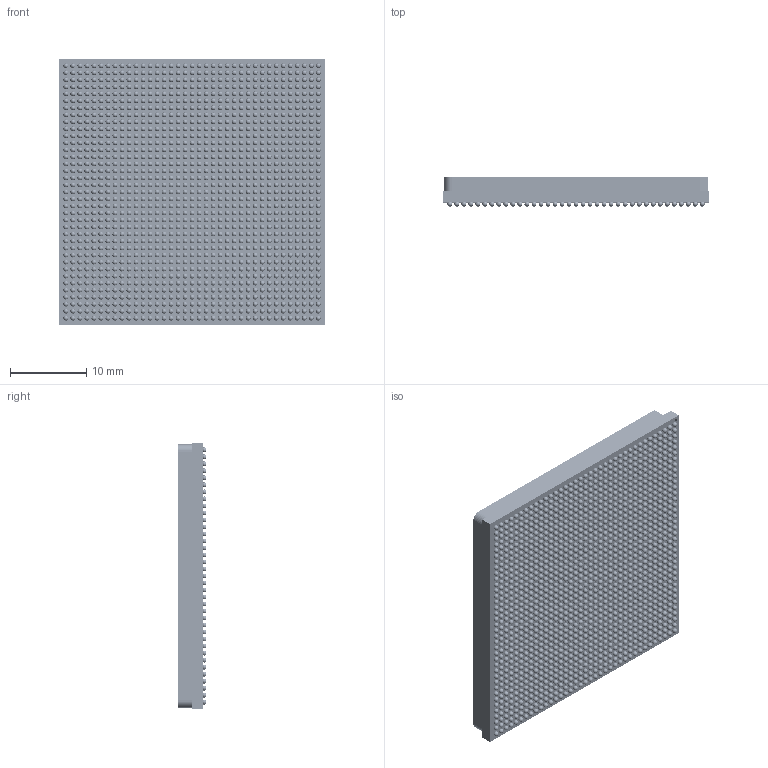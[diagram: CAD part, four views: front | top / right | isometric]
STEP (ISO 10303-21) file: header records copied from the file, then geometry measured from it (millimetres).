
FILE_DESCRIPTION((''),'2;1');
FILE_NAME('OBG0315_VM1402-NSVF13679_ASM','2021-11-09T',('Administrator'),(''),'PRO/ENGINEER BY PARAMETRIC TECHNOLOGY CORPORATION, 2017170','PRO/ENGINEER BY PARAMETRIC TECHNOLOGY CORPORATION, 2017170','');
FILE_SCHEMA(('CONFIG_CONTROL_DESIGN'));
Length unit declared in the file: millimetre
Products named in the file (8): SUBSTRATE_; ADHESIVE_; STIFENER_; LID; BGA; BGA_1; BGA_ASSY_ASM; OBG0315_VM1402-NSVF13679_ASM
Assembly tree (1374 placements, depth 3):
  OBG0315_VM1402-NSVF13679_ASM
    SUBSTRATE_
    ADHESIVE_
    STIFENER_
    LID
    BGA_ASSY_ASM
      BGA  x703
      BGA_1  x666
Bounding box: 35 x 3.8 x 35 mm (x, y, z)
Volume: 2877.9 mm3; surface area: 7196.3 mm2
Topology: 1373 solids, 1373 shells, 2822 faces, 8427 edges, 2876 vertices
Faces by surface type: sphere 2738, plane 42, cylinder 38, bspline 4
Entity records: 19803 total; most frequent: DIRECTION 5959, CARTESIAN_POINT 3433, AXIS2_PLACEMENT_3D 2915, PRODUCT_DEFINITION_SHAPE 1382, ITEM_DEFINED_TRANSFORMATION 1374, CONTEXT_DEPENDENT_SHAPE_REPRESENTATION 1374, NEXT_ASSEMBLY_USAGE_OCCURRENCE 1374, ORIENTED_EDGE 426
